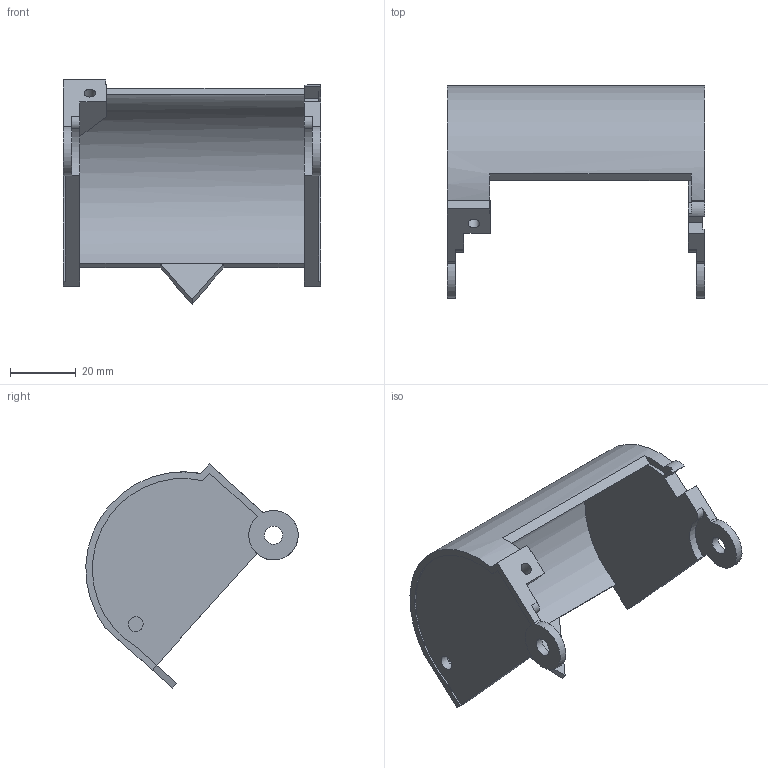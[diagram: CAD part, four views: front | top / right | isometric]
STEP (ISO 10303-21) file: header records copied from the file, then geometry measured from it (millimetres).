
FILE_DESCRIPTION(/* description */ (''),/* implementation_level */ '2;1');
FILE_NAME(/* name */ 'Claw bucket outside teeth.step',/* time_stamp */ '2023-06-27T16:06:50-05:00',/* author */ (''),/* organization */ (''),/* preprocessor_version */ 'ST-DEVELOPER v19.2',/* originating_system */ 'Autodesk Translation Framework v12.6.0.85',/* authorisation */ '');
FILE_SCHEMA (('AUTOMOTIVE_DESIGN { 1 0 10303 214 3 1 1 }'));
Length unit declared in the file: millimetre
Products named in the file (1): Candy Claw 3D render
Bounding box: 78 x 64.42 x 67.98 mm (x, y, z)
Volume: 29932.7 mm3; surface area: 21710.4 mm2
Topology: 1 solids, 1 shells, 64 faces, 181 edges, 120 vertices
Faces by surface type: plane 46, cylinder 18
Full cylindrical faces by diameter (mm): 3.5 x1, 4.5 x1, 5.5 x2
Entity records: 2109 total; most frequent: CARTESIAN_POINT 366, ORIENTED_EDGE 362, DIRECTION 353, EDGE_CURVE 181, LINE 139, VECTOR 139, VERTEX_POINT 120, AXIS2_PLACEMENT_3D 107
